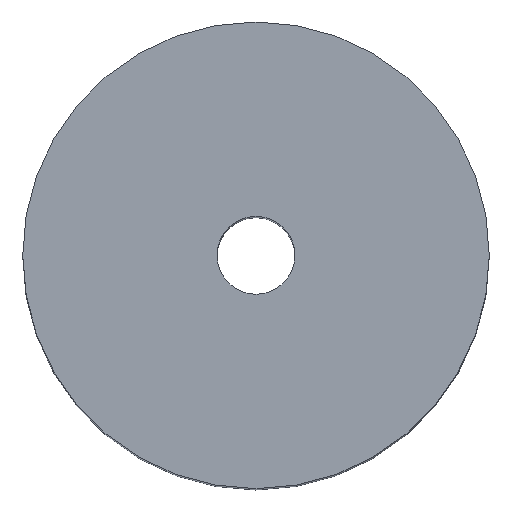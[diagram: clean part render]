
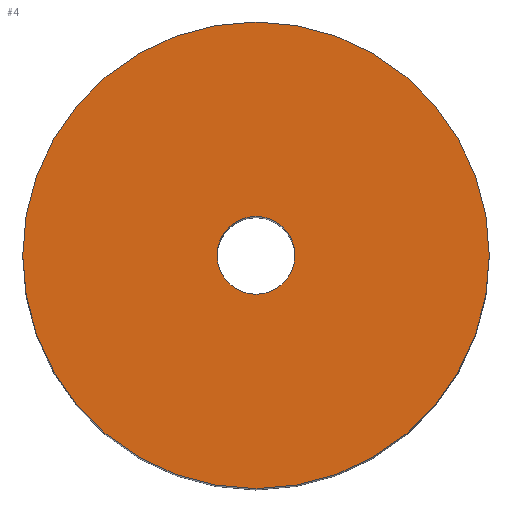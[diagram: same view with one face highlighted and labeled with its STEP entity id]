
A CAD part, top view. The second image highlights one B-rep face of the part: STEP entity #4.
In plain terms, the highlighted planar face has unit normal (0, 0, 1).
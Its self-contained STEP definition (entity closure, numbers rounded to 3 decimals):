
#1 = CARTESIAN_POINT ( 'NONE',  ( 3., 0., 30. ) ) ;
#3 = CIRCLE ( 'NONE', #60, 18. ) ;
#4 = ADVANCED_FACE ( 'NONE', ( #208, #248 ), #175, .T. ) ;
#16 = DIRECTION ( 'NONE',  ( 1., 0., 0. ) ) ;
#18 = CARTESIAN_POINT ( 'NONE',  ( 0., 0., 30. ) ) ;
#20 = DIRECTION ( 'NONE',  ( 1., 0., 0. ) ) ;
#21 = CARTESIAN_POINT ( 'NONE',  ( -18., 0., 30. ) ) ;
#22 = DIRECTION ( 'NONE',  ( 1., 0., 0. ) ) ;
#26 = EDGE_CURVE ( 'NONE', #94, #243, #68, .T. ) ;
#29 = EDGE_LOOP ( 'NONE', ( #143, #39 ) ) ;
#39 = ORIENTED_EDGE ( 'NONE', *, *, #185, .T. ) ;
#41 = DIRECTION ( 'NONE',  ( 1., 0., 0. ) ) ;
#50 = ORIENTED_EDGE ( 'NONE', *, *, #156, .F. ) ;
#54 = CARTESIAN_POINT ( 'NONE',  ( 0., 0., 30. ) ) ;
#60 = AXIS2_PLACEMENT_3D ( 'NONE', #97, #229, #41 ) ;
#68 = CIRCLE ( 'NONE', #239, 3. ) ;
#74 = DIRECTION ( 'NONE',  ( 0., 0., 1. ) ) ;
#94 = VERTEX_POINT ( 'NONE', #146 ) ;
#95 = CARTESIAN_POINT ( 'NONE',  ( 0., 0., 30. ) ) ;
#97 = CARTESIAN_POINT ( 'NONE',  ( 0., 0., 30. ) ) ;
#112 = AXIS2_PLACEMENT_3D ( 'NONE', #163, #144, #20 ) ;
#118 = CARTESIAN_POINT ( 'NONE',  ( 18., 0., 30. ) ) ;
#123 = DIRECTION ( 'NONE',  ( 1., 0., 0. ) ) ;
#126 = DIRECTION ( 'NONE',  ( 0., 0., 1. ) ) ;
#137 = VERTEX_POINT ( 'NONE', #118 ) ;
#143 = ORIENTED_EDGE ( 'NONE', *, *, #197, .T. ) ;
#144 = DIRECTION ( 'NONE',  ( 0., 0., 1. ) ) ;
#146 = CARTESIAN_POINT ( 'NONE',  ( -3., 0., 30. ) ) ;
#148 = CIRCLE ( 'NONE', #151, 3. ) ;
#151 = AXIS2_PLACEMENT_3D ( 'NONE', #18, #183, #22 ) ;
#154 = EDGE_LOOP ( 'NONE', ( #50, #240 ) ) ;
#156 = EDGE_CURVE ( 'NONE', #243, #94, #148, .T. ) ;
#158 = CIRCLE ( 'NONE', #112, 18. ) ;
#163 = CARTESIAN_POINT ( 'NONE',  ( 0., 0., 30. ) ) ;
#175 = PLANE ( 'NONE',  #226 ) ;
#177 = VERTEX_POINT ( 'NONE', #21 ) ;
#183 = DIRECTION ( 'NONE',  ( 0., 0., 1. ) ) ;
#185 = EDGE_CURVE ( 'NONE', #177, #137, #3, .T. ) ;
#197 = EDGE_CURVE ( 'NONE', #137, #177, #158, .T. ) ;
#208 = FACE_BOUND ( 'NONE', #154, .T. ) ;
#226 = AXIS2_PLACEMENT_3D ( 'NONE', #95, #74, #123 ) ;
#229 = DIRECTION ( 'NONE',  ( 0., 0., 1. ) ) ;
#239 = AXIS2_PLACEMENT_3D ( 'NONE', #54, #126, #16 ) ;
#240 = ORIENTED_EDGE ( 'NONE', *, *, #26, .F. ) ;
#243 = VERTEX_POINT ( 'NONE', #1 ) ;
#248 = FACE_OUTER_BOUND ( 'NONE', #29, .T. ) ;
